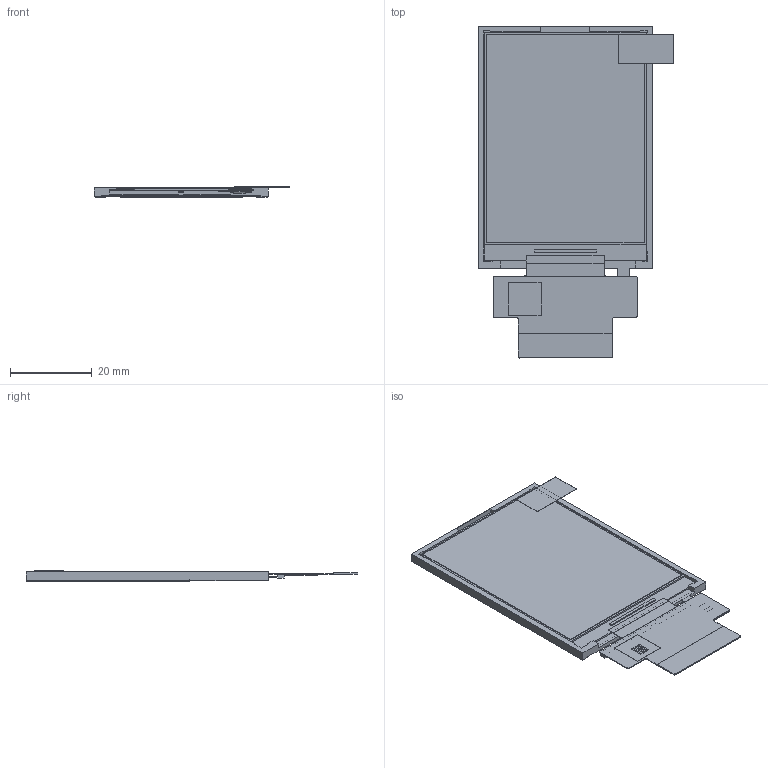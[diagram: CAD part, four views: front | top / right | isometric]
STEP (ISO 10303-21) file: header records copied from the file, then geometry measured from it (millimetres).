
FILE_DESCRIPTION((''),'2;1');
FILE_NAME('ZW-T024HQI-05_ASM','2020-07-10T',('disea'),(''),'PRO/ENGINEER BY PARAMETRIC TECHNOLOGY CORPORATION, 2015240','PRO/ENGINEER BY PARAMETRIC TECHNOLOGY CORPORATION, 2015240','');
FILE_SCHEMA(('AUTOMOTIVE_DESIGN { 1 2 10303 214 0 1 1 1 }'));
Length unit declared in the file: millimetre
Products named in the file (5): BL; FOG; GWJ; PET; ZW-T024HQI-05_ASM
Assembly tree (5 placements, depth 2):
  ZW-T024HQI-05_ASM
    BL
    FOG
    GWJ  x2
    PET
Bounding box: 48.02 x 81.46 x 2.46 mm (x, y, z)
Volume: 5309.6 mm3; surface area: 12362.4 mm2
Topology: 5 solids, 5 shells, 206 faces, 546 edges, 364 vertices
Faces by surface type: plane 188, cylinder 18
Entity records: 8079 total; most frequent: CARTESIAN_POINT 1114, ORIENTED_EDGE 1068, DIRECTION 990, PRESENTATION_STYLE_ASSIGNMENT 538, STYLED_ITEM 538, CURVE_STYLE 534, EDGE_CURVE 534, VECTOR 498
